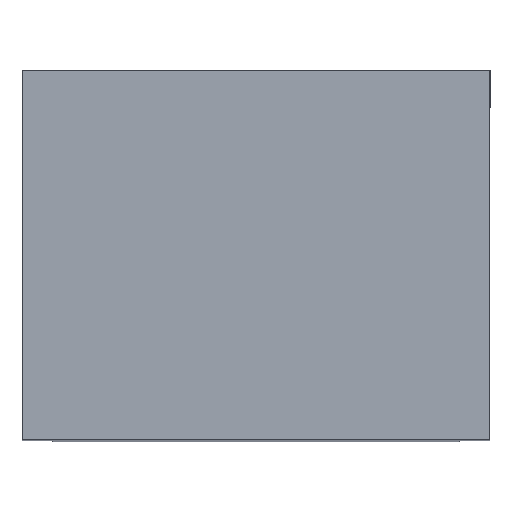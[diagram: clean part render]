
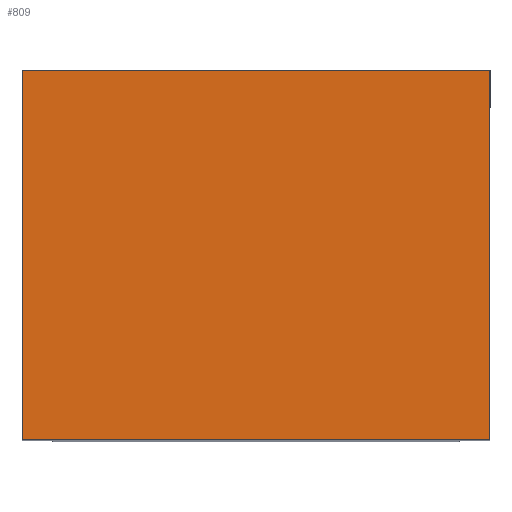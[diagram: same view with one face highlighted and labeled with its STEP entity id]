
A CAD part, top view. The second image highlights one B-rep face of the part: STEP entity #809.
In plain terms, the highlighted planar face has unit normal (0, 0, 1).
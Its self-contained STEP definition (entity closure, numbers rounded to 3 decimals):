
#43=FACE_OUTER_BOUND('',#83,.T.);
#83=EDGE_LOOP('',(#663,#664,#665,#666));
#180=LINE('',#1243,#294);
#188=LINE('',#1260,#302);
#191=LINE('',#1266,#305);
#192=LINE('',#1267,#306);
#294=VECTOR('',#1008,10.);
#302=VECTOR('',#1026,10.);
#305=VECTOR('',#1031,10.);
#306=VECTOR('',#1032,10.);
#384=VERTEX_POINT('',#1240);
#385=VERTEX_POINT('',#1242);
#389=VERTEX_POINT('',#1259);
#391=VERTEX_POINT('',#1265);
#484=EDGE_CURVE('',#384,#385,#180,.T.);
#492=EDGE_CURVE('',#389,#385,#188,.T.);
#495=EDGE_CURVE('',#389,#391,#191,.T.);
#496=EDGE_CURVE('',#391,#384,#192,.T.);
#663=ORIENTED_EDGE('',*,*,#495,.F.);
#664=ORIENTED_EDGE('',*,*,#492,.T.);
#665=ORIENTED_EDGE('',*,*,#484,.F.);
#666=ORIENTED_EDGE('',*,*,#496,.F.);
#769=PLANE('',#863);
#809=ADVANCED_FACE('',(#43),#769,.T.);
#863=AXIS2_PLACEMENT_3D('',#1264,#1029,#1030);
#1008=DIRECTION('',(1.,0.,0.));
#1026=DIRECTION('',(0.,1.,0.));
#1029=DIRECTION('center_axis',(0.,0.,1.));
#1030=DIRECTION('ref_axis',(1.,0.,0.));
#1031=DIRECTION('',(-1.,0.,0.));
#1032=DIRECTION('',(0.,1.,0.));
#1240=CARTESIAN_POINT('',(-19.,30.,87.));
#1242=CARTESIAN_POINT('',(19.,30.,87.));
#1243=CARTESIAN_POINT('',(19.,30.,87.));
#1259=CARTESIAN_POINT('',(19.,0.,87.));
#1260=CARTESIAN_POINT('',(19.,0.,87.));
#1264=CARTESIAN_POINT('Origin',(-19.,0.,87.));
#1265=CARTESIAN_POINT('',(-19.,0.,87.));
#1266=CARTESIAN_POINT('',(19.,0.,87.));
#1267=CARTESIAN_POINT('',(-19.,0.,87.));
